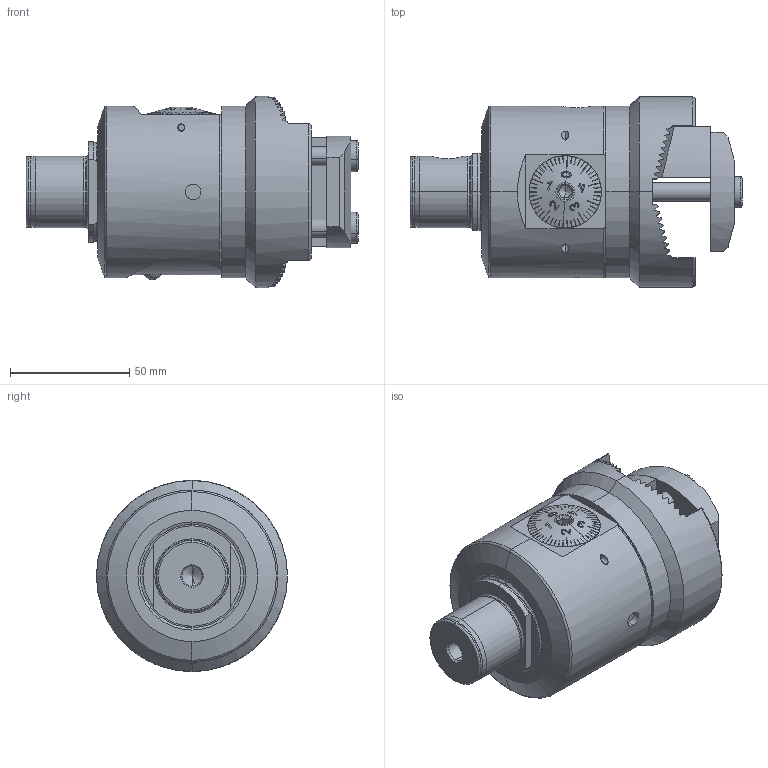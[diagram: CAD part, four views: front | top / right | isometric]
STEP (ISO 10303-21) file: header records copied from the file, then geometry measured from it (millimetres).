
FILE_DESCRIPTION (( 'STEP AP203' ), '1' );
FILE_NAME ('256.550.000.STEP', '2019-01-23T07:28:52', ( 'SWIAdmin' ), ( 'Hewlett-Packard Company' ), 'SwSTEP 2.0', 'SolidWorks 2017', '' );
FILE_SCHEMA (( 'CONFIG_CONTROL_DESIGN' ));
Length unit declared in the file: millimetre
Products named in the file (19): F00-BG1.001.046_A; 256.550.000; KU1-U10.001.010_2; A55-BG2.001.000_B; KU1-U10.001.010; A55-BG3.002.016_A; F00-BG5.001.037_B; F72-BG3.003.013_A; ISO 4762 - M6 x 35; ISO 2338 - 3 h8 x 6; F00-ER1.101.045_A; F00-BG6.001.008_A; F00-WCB.086.002_A; DIN 3771 - 24x1.5; F00-WCB.086.003_A; ISO 4762 - M8 x 60; MB5-F00.K10.112_B; F00-WCB.086.000; KU1-U10.001.010_1
Assembly tree (25 placements, depth 3):
  256.550.000
    MB5-F00.K10.112_B
    F00-BG1.001.046_A
    A55-BG2.001.000_B
    A55-BG3.002.016_A
    F72-BG3.003.013_A
    ISO 2338 - 3 h8 x 6  x3
    F00-BG6.001.008_A  x2
    DIN 3771 - 24x1.5
    ISO 4762 - M8 x 60
    KU1-U10.001.010
      KU1-U10.001.010_1
      KU1-U10.001.010_2
    F00-BG5.001.037_B
    ISO 4762 - M6 x 35  x4
    F00-ER1.101.045_A  x2
    F00-WCB.086.000
      F00-WCB.086.002_A
      F00-WCB.086.003_A
Bounding box: 139.03 x 80 x 80 mm (x, y, z)
Volume: 367820 mm3; surface area: 95477.2 mm2
Topology: 23 solids, 23 shells, 1035 faces, 2644 edges, 1666 vertices
Faces by surface type: plane 484, cylinder 208, cone 202, torus 72, bspline 65, sphere 4
Entity records: 35136 total; most frequent: CARTESIAN_POINT 12170, ORIENTED_EDGE 4672, DIRECTION 3841, EDGE_CURVE 2336, VERTEX_POINT 1504, AXIS2_PLACEMENT_3D 1469, EDGE_LOOP 992, FACE_OUTER_BOUND 903
